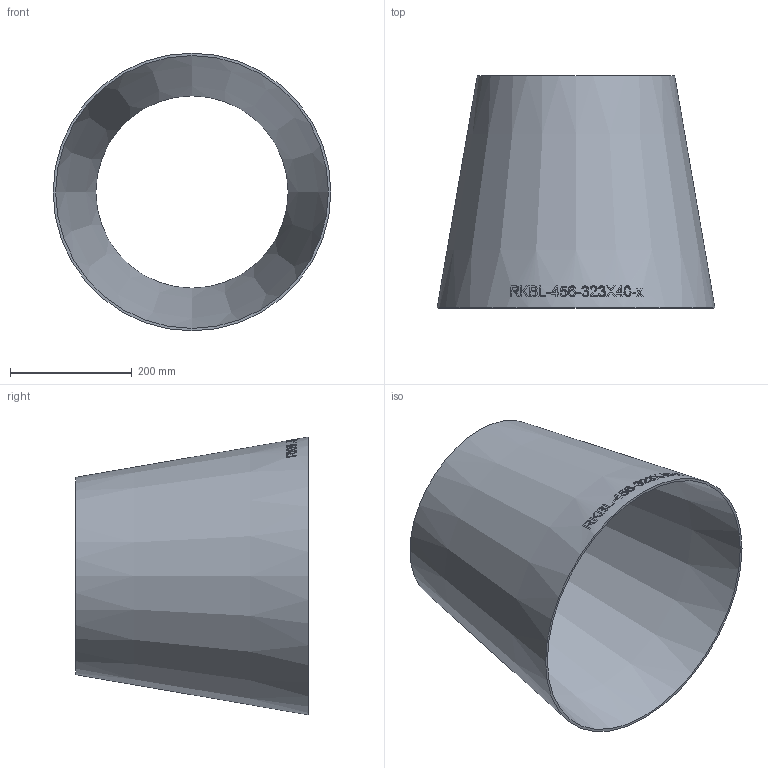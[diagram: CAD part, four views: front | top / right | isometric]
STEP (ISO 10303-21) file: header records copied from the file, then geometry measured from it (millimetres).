
FILE_DESCRIPTION (( 'STEP AP214' ), '1' );
FILE_NAME ('RKBL-456-323X40-x Reduzierung aus Blech ISO-sonstige 2007.STEP', '2020-07-15T11:14:17', ( '' ), ( '' ), 'SwSTEP 2.0', 'SolidWorks 2019', '' );
FILE_SCHEMA (( 'AUTOMOTIVE_DESIGN' ));
Length unit declared in the file: millimetre
Products named in the file (1): RKBL-456-323X40-x Reduzierung aus Blech ISO-sonstige 2007
Bounding box: 456 x 381 x 456 mm (x, y, z)
Volume: 1873506.3 mm3; surface area: 947421.7 mm2
Topology: 1 solids, 1 shells, 244 faces, 654 edges, 436 vertices
Faces by surface type: bspline 216, cone 26, plane 2
Entity records: 40994 total; most frequent: CARTESIAN_POINT 34218, ORIENTED_EDGE 1304, EDGE_CURVE 652, B_SPLINE_CURVE_WITH_KNOTS 648, VERTEX_POINT 436, EDGE_LOOP 272, ADVANCED_FACE 244, FACE_OUTER_BOUND 244
